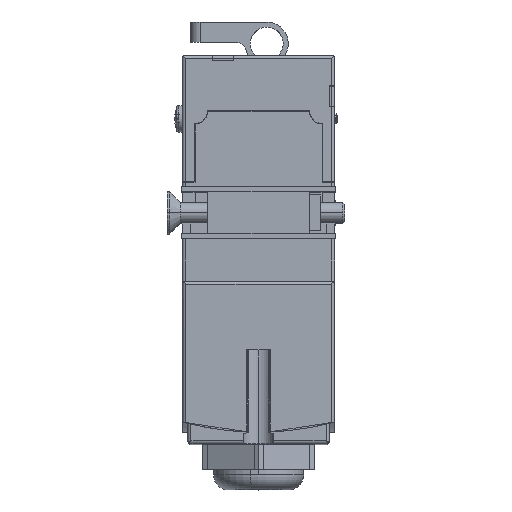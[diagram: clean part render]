
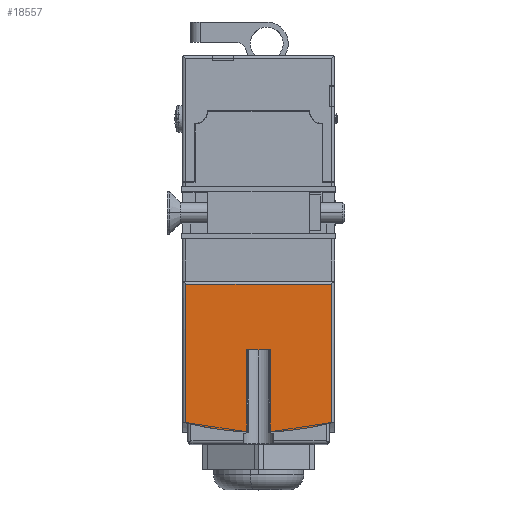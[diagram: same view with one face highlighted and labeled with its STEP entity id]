
A CAD part, top view. The second image highlights one B-rep face of the part: STEP entity #18557.
In plain terms, the highlighted face is planar.
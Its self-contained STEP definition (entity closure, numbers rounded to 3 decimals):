
#311 = VERTEX_POINT ( 'NONE', #1178 ) ;
#651 = DIRECTION ( 'NONE',  ( 0., 0., -1. ) ) ;
#938 = VECTOR ( 'NONE', #651, 1000. ) ;
#1178 = CARTESIAN_POINT ( 'NONE',  ( -44.903, -2.309, 42.5 ) ) ;
#1270 = ORIENTED_EDGE ( 'NONE', *, *, #20366, .T. ) ;
#2017 = EDGE_CURVE ( 'NONE', #31199, #22152, #5739, .T. ) ;
#2111 = VERTEX_POINT ( 'NONE', #10896 ) ;
#2125 = EDGE_CURVE ( 'NONE', #21798, #29062, #13472, .T. ) ;
#2445 = EDGE_CURVE ( 'NONE', #28723, #2111, #23098, .T. ) ;
#3133 = PLANE ( 'NONE',  #28660 ) ;
#3545 = CARTESIAN_POINT ( 'NONE',  ( -44.903, 0., 30.882 ) ) ;
#3667 = DIRECTION ( 'NONE',  ( 0., -1., 0. ) ) ;
#4388 = LINE ( 'NONE', #20204, #10151 ) ;
#4406 = LINE ( 'NONE', #18343, #23282 ) ;
#5478 = EDGE_CURVE ( 'NONE', #7802, #22152, #12152, .T. ) ;
#5739 = CIRCLE ( 'NONE', #18774, 55.803 ) ;
#6549 = EDGE_CURVE ( 'NONE', #21798, #7802, #4406, .T. ) ;
#6561 = CARTESIAN_POINT ( 'NONE',  ( -44.903, 0., 82.084 ) ) ;
#6982 = CARTESIAN_POINT ( 'NONE',  ( -44.903, 0., 42.5 ) ) ;
#7417 = DIRECTION ( 'NONE',  ( 0., -1., 0. ) ) ;
#7698 = DIRECTION ( 'NONE',  ( 0., 0., -1. ) ) ;
#7802 = VERTEX_POINT ( 'NONE', #31916 ) ;
#7901 = CARTESIAN_POINT ( 'NONE',  ( -44.903, -14.3, 39.5 ) ) ;
#7926 = CARTESIAN_POINT ( 'NONE',  ( -44.903, 0., 82.084 ) ) ;
#9675 = ORIENTED_EDGE ( 'NONE', *, *, #10767, .T. ) ;
#10129 = ORIENTED_EDGE ( 'NONE', *, *, #2017, .T. ) ;
#10151 = VECTOR ( 'NONE', #7698, 1000. ) ;
#10747 = CIRCLE ( 'NONE', #29372, 55.803 ) ;
#10767 = EDGE_CURVE ( 'NONE', #29062, #28723, #10747, .T. ) ;
#10896 = CARTESIAN_POINT ( 'NONE',  ( -44.903, 2.325, 42.5 ) ) ;
#11420 = DIRECTION ( 'NONE',  ( -1., 0., 0. ) ) ;
#12152 = LINE ( 'NONE', #7901, #938 ) ;
#12492 = CARTESIAN_POINT ( 'NONE',  ( -44.903, 14.3, 55.4 ) ) ;
#12855 = DIRECTION ( 'NONE',  ( -1., 0., 0. ) ) ;
#13472 = LINE ( 'NONE', #13595, #29259 ) ;
#13595 = CARTESIAN_POINT ( 'NONE',  ( -44.903, 14.3, 30.882 ) ) ;
#14256 = VECTOR ( 'NONE', #7417, 1000. ) ;
#14336 = FACE_OUTER_BOUND ( 'NONE', #20640, .T. ) ;
#15779 = EDGE_CURVE ( 'NONE', #311, #31199, #4388, .T. ) ;
#16496 = ORIENTED_EDGE ( 'NONE', *, *, #5478, .F. ) ;
#16547 = ORIENTED_EDGE ( 'NONE', *, *, #2125, .T. ) ;
#18216 = CARTESIAN_POINT ( 'NONE',  ( -44.903, 2.325, 30.882 ) ) ;
#18246 = CARTESIAN_POINT ( 'NONE',  ( -44.903, 14.3, 28.144 ) ) ;
#18343 = CARTESIAN_POINT ( 'NONE',  ( -44.903, 0., 55.4 ) ) ;
#18557 = ADVANCED_FACE ( 'NONE', ( #14336 ), #3133, .T. ) ;
#18774 = AXIS2_PLACEMENT_3D ( 'NONE', #7926, #12855, #25132 ) ;
#20204 = CARTESIAN_POINT ( 'NONE',  ( -44.903, -2.309, 30.882 ) ) ;
#20366 = EDGE_CURVE ( 'NONE', #2111, #311, #25794, .T. ) ;
#20640 = EDGE_LOOP ( 'NONE', ( #16496, #23504, #16547, #9675, #24432, #1270, #30878, #10129 ) ) ;
#21798 = VERTEX_POINT ( 'NONE', #12492 ) ;
#22152 = VERTEX_POINT ( 'NONE', #26349 ) ;
#22840 = DIRECTION ( 'NONE',  ( 0., 0., 1. ) ) ;
#23098 = LINE ( 'NONE', #18216, #27705 ) ;
#23282 = VECTOR ( 'NONE', #3667, 1000. ) ;
#23500 = DIRECTION ( 'NONE',  ( 0., 0., -1. ) ) ;
#23504 = ORIENTED_EDGE ( 'NONE', *, *, #6549, .F. ) ;
#23808 = DIRECTION ( 'NONE',  ( 0., 0., -1. ) ) ;
#24432 = ORIENTED_EDGE ( 'NONE', *, *, #2445, .T. ) ;
#25132 = DIRECTION ( 'NONE',  ( 0., 0., -1. ) ) ;
#25200 = DIRECTION ( 'NONE',  ( 0., 0., 1. ) ) ;
#25794 = LINE ( 'NONE', #6982, #14256 ) ;
#26349 = CARTESIAN_POINT ( 'NONE',  ( -44.903, -14.3, 28.144 ) ) ;
#27153 = CARTESIAN_POINT ( 'NONE',  ( -44.903, -2.309, 26.329 ) ) ;
#27705 = VECTOR ( 'NONE', #25200, 1000. ) ;
#28096 = DIRECTION ( 'NONE',  ( -1., 0., 0. ) ) ;
#28660 = AXIS2_PLACEMENT_3D ( 'NONE', #3545, #28096, #22840 ) ;
#28723 = VERTEX_POINT ( 'NONE', #31084 ) ;
#29062 = VERTEX_POINT ( 'NONE', #18246 ) ;
#29259 = VECTOR ( 'NONE', #23500, 1000. ) ;
#29372 = AXIS2_PLACEMENT_3D ( 'NONE', #6561, #11420, #23808 ) ;
#30878 = ORIENTED_EDGE ( 'NONE', *, *, #15779, .T. ) ;
#31084 = CARTESIAN_POINT ( 'NONE',  ( -44.903, 2.325, 26.329 ) ) ;
#31199 = VERTEX_POINT ( 'NONE', #27153 ) ;
#31916 = CARTESIAN_POINT ( 'NONE',  ( -44.903, -14.3, 55.4 ) ) ;
